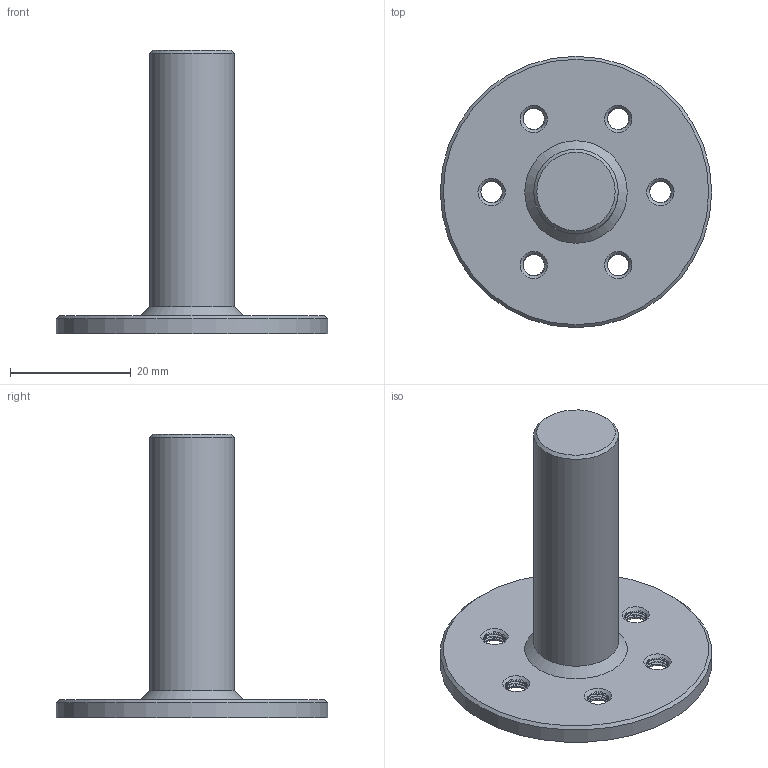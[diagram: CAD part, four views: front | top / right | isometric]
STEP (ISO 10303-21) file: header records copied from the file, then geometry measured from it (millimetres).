
FILE_DESCRIPTION(/* description */ (''),/* implementation_level */ '2;1');
FILE_NAME(/* name */ 'Motor_Shaft v1.step',/* time_stamp */ '2024-11-15T08:41:15+11:00',/* author */ (''),/* organization */ (''),/* preprocessor_version */ 'ST-DEVELOPER v20',/* originating_system */ 'Autodesk Translation Framework v13.20.0.188',/* authorisation */ '');
FILE_SCHEMA (('AUTOMOTIVE_DESIGN { 1 0 10303 214 3 1 1 }'));
Length unit declared in the file: millimetre
Products named in the file (1): Configuration 1
Bounding box: 45 x 45 x 47 mm (x, y, z)
Volume: 10608.5 mm3; surface area: 5923.6 mm2
Topology: 2 solids, 2 shells, 98 faces, 251 edges, 158 vertices
Faces by surface type: cylinder 52, cone 17, plane 17, bspline 12
Full cylindrical faces by diameter (mm): 3.529 x12, 4.086 x6, 14 x2, 36 x1, 45 x1
Entity records: 6875 total; most frequent: CARTESIAN_POINT 4654, ORIENTED_EDGE 502, DIRECTION 379, EDGE_CURVE 251, AXIS2_PLACEMENT_3D 161, VERTEX_POINT 158, B_SPLINE_CURVE_WITH_KNOTS 120, EDGE_LOOP 113
